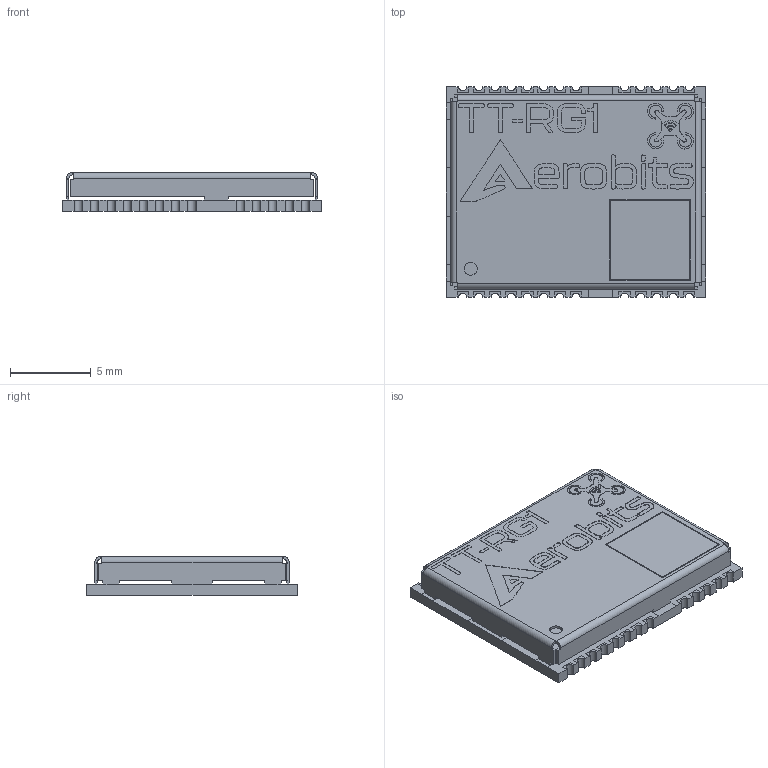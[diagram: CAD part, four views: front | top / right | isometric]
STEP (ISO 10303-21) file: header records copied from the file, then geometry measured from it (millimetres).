
FILE_DESCRIPTION(/* description */ (''),/* implementation_level */ '2;1');
FILE_NAME(/* name */ 'TT-RG1.step',/* time_stamp */ '2023-08-10T09:07:35+02:00',/* author */ (''),/* organization */ (''),/* preprocessor_version */ 'ST-DEVELOPER v20',/* originating_system */ 'Autodesk Translation Framework v12.9.0.99',/* authorisation */ '');
FILE_SCHEMA (('AUTOMOTIVE_DESIGN { 1 0 10303 214 3 1 1 }'));
Length unit declared in the file: millimetre
Products named in the file (3): TT-RG1; PCB_SC1a; SC_shield_3D
Assembly tree (2 placements, depth 2):
  TT-RG1
    PCB_SC1a
    SC_shield_3D
Bounding box: 16 x 13 x 2.4 mm (x, y, z)
Volume: 181.3 mm3; surface area: 976.7 mm2
Topology: 2 solids, 2 shells, 1135 faces, 3268 edges, 2168 vertices
Faces by surface type: plane 836, cylinder 299
Full cylindrical faces by diameter (mm): 0.8 x1
Entity records: 37189 total; most frequent: CARTESIAN_POINT 6576, ORIENTED_EDGE 6536, DIRECTION 6146, EDGE_CURVE 3268, LINE 2670, VECTOR 2670, VERTEX_POINT 2168, AXIS2_PLACEMENT_3D 1738
